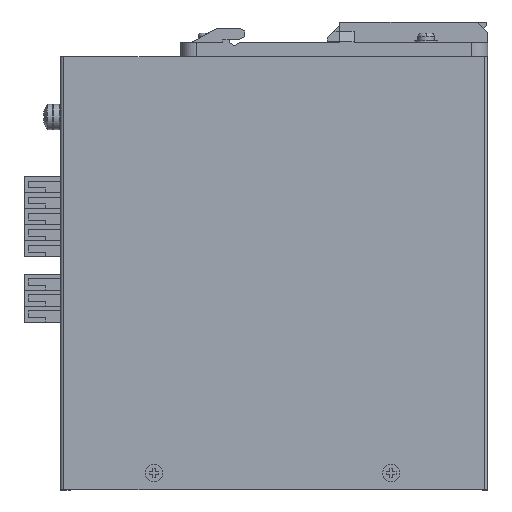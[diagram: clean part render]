
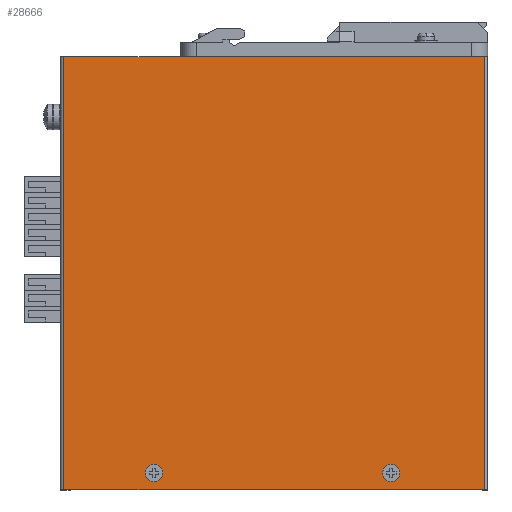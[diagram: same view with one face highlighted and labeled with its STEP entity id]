
A CAD part, left-side view. The second image highlights one B-rep face of the part: STEP entity #28666.
In plain terms, the highlighted planar face has unit normal (-1, 0, 0).
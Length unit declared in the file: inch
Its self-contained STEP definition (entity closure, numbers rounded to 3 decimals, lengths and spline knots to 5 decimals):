
#65 = DIRECTION ( 'NONE',  ( 1., 0., 0. ) ) ;
#423 = FACE_BOUND ( 'NONE', #4393, .T. ) ;
#4034 = CARTESIAN_POINT ( 'NONE',  ( 3.12252, 8.94149, 5.7469 ) ) ;
#4393 = EDGE_LOOP ( 'NONE', ( #16962 ) ) ;
#5281 = DIRECTION ( 'NONE',  ( 0., -1., 0. ) ) ;
#6343 = CARTESIAN_POINT ( 'NONE',  ( 3.12252, 8.94149, 5.7469 ) ) ;
#7118 = DIRECTION ( 'NONE',  ( 0., 0., -1. ) ) ;
#8014 = FACE_OUTER_BOUND ( 'NONE', #74392, .T. ) ;
#9604 = DIRECTION ( 'NONE',  ( 0., -1., 0. ) ) ;
#10376 = EDGE_CURVE ( 'NONE', #14162, #80290, #20065, .T. ) ;
#11498 = EDGE_CURVE ( 'NONE', #74948, #74948, #29017, .T. ) ;
#11566 = VERTEX_POINT ( 'NONE', #57988 ) ;
#14162 = VERTEX_POINT ( 'NONE', #6343 ) ;
#14438 = CARTESIAN_POINT ( 'NONE',  ( 3.12252, 3.70527, 5.7469 ) ) ;
#16235 = DIRECTION ( 'NONE',  ( -1., 0., 0. ) ) ;
#16237 = VECTOR ( 'NONE', #69038, 39.37008 ) ;
#16631 = PLANE ( 'NONE',  #23084 ) ;
#16648 = CARTESIAN_POINT ( 'NONE',  ( 3.12252, 3.6659, 5.7469 ) ) ;
#16962 = ORIENTED_EDGE ( 'NONE', *, *, #11498, .F. ) ;
#18304 = ORIENTED_EDGE ( 'NONE', *, *, #82888, .F. ) ;
#20065 = LINE ( 'NONE', #4034, #16237 ) ;
#23084 = AXIS2_PLACEMENT_3D ( 'NONE', #31908, #65, #7118 ) ;
#24403 = VERTEX_POINT ( 'NONE', #102768 ) ;
#28666 = ADVANCED_FACE ( 'NONE', ( #423, #96573, #8014 ), #16631, .F. ) ;
#29017 = CIRCLE ( 'NONE', #39239, 0.10827 ) ;
#31908 = CARTESIAN_POINT ( 'NONE',  ( 3.12252, 3.70527, 5.7469 ) ) ;
#32067 = DIRECTION ( 'NONE',  ( -1., 0., 0. ) ) ;
#32790 = CARTESIAN_POINT ( 'NONE',  ( 3.12252, 4.86667, 5.95822 ) ) ;
#34716 = CARTESIAN_POINT ( 'NONE',  ( 3.12252, 3.70527, 5.7469 ) ) ;
#35178 = VECTOR ( 'NONE', #94664, 39.37008 ) ;
#36222 = VECTOR ( 'NONE', #9604, 39.37008 ) ;
#37037 = ORIENTED_EDGE ( 'NONE', *, *, #10376, .F. ) ;
#39239 = AXIS2_PLACEMENT_3D ( 'NONE', #64695, #16235, #89039 ) ;
#41901 = VECTOR ( 'NONE', #5281, 39.37008 ) ;
#43849 = EDGE_LOOP ( 'NONE', ( #18304 ) ) ;
#43975 = ORIENTED_EDGE ( 'NONE', *, *, #103278, .F. ) ;
#44637 = CARTESIAN_POINT ( 'NONE',  ( 3.12252, 8.94149, 11.1406 ) ) ;
#49523 = LINE ( 'NONE', #103256, #41901 ) ;
#56718 = LINE ( 'NONE', #14438, #35178 ) ;
#57988 = CARTESIAN_POINT ( 'NONE',  ( 3.12252, 3.70527, 11.1406 ) ) ;
#59374 = EDGE_CURVE ( 'NONE', #14162, #73677, #84124, .T. ) ;
#63287 = ORIENTED_EDGE ( 'NONE', *, *, #59374, .T. ) ;
#63782 = AXIS2_PLACEMENT_3D ( 'NONE', #32790, #32067, #80078 ) ;
#64695 = CARTESIAN_POINT ( 'NONE',  ( 3.12252, 7.81947, 5.95822 ) ) ;
#69038 = DIRECTION ( 'NONE',  ( 0., 0., 1. ) ) ;
#73677 = VERTEX_POINT ( 'NONE', #34716 ) ;
#74392 = EDGE_LOOP ( 'NONE', ( #37037, #63287, #96152, #43975 ) ) ;
#74948 = VERTEX_POINT ( 'NONE', #100690 ) ;
#79268 = EDGE_CURVE ( 'NONE', #11566, #73677, #56718, .T. ) ;
#80078 = DIRECTION ( 'NONE',  ( 0., 0., -1. ) ) ;
#80290 = VERTEX_POINT ( 'NONE', #44637 ) ;
#82888 = EDGE_CURVE ( 'NONE', #24403, #24403, #84021, .T. ) ;
#84021 = CIRCLE ( 'NONE', #63782, 0.10827 ) ;
#84124 = LINE ( 'NONE', #16648, #36222 ) ;
#89039 = DIRECTION ( 'NONE',  ( 0., 0., -1. ) ) ;
#94664 = DIRECTION ( 'NONE',  ( 0., 0., -1. ) ) ;
#96152 = ORIENTED_EDGE ( 'NONE', *, *, #79268, .F. ) ;
#96573 = FACE_BOUND ( 'NONE', #43849, .T. ) ;
#100690 = CARTESIAN_POINT ( 'NONE',  ( 3.12252, 7.81947, 5.84995 ) ) ;
#102768 = CARTESIAN_POINT ( 'NONE',  ( 3.12252, 4.86667, 5.84995 ) ) ;
#103256 = CARTESIAN_POINT ( 'NONE',  ( 3.12252, 3.6659, 11.1406 ) ) ;
#103278 = EDGE_CURVE ( 'NONE', #80290, #11566, #49523, .T. ) ;
